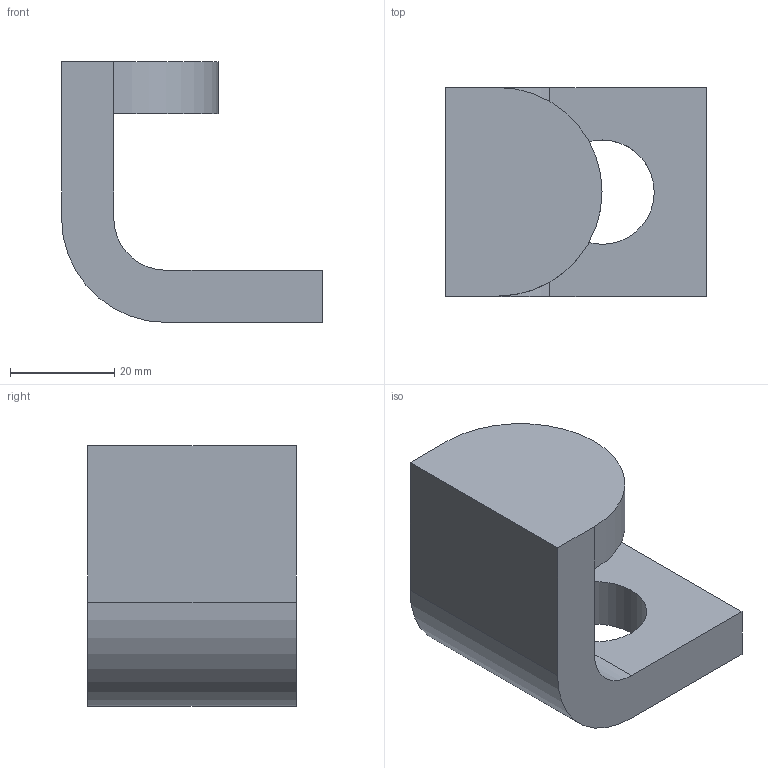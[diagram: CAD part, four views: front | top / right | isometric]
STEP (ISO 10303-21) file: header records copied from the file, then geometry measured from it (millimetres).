
FILE_DESCRIPTION(/* description */ (''),/* implementation_level */ '2;1');
FILE_NAME(/* name */ 'Exercise - 64 v0.step',/* time_stamp */ '2025-10-22T10:28:57+05:30',/* author */ (''),/* organization */ (''),/* preprocessor_version */ 'ST-DEVELOPER v20.1',/* originating_system */ 'Autodesk Translation Framework v14.17.0.0',/* authorisation */ '');
FILE_SCHEMA (('AUTOMOTIVE_DESIGN { 1 0 10303 214 3 1 1 }'));
Length unit declared in the file: millimetre
Products named in the file (1): Exercise - 64
Bounding box: 50 x 40 x 50 mm (x, y, z)
Volume: 36566.4 mm3; surface area: 10641.2 mm2
Topology: 1 solids, 1 shells, 13 faces, 35 edges, 22 vertices
Faces by surface type: plane 9, cylinder 4
Full cylindrical faces by diameter (mm): 20 x1
Entity records: 451 total; most frequent: DIRECTION 73, CARTESIAN_POINT 71, ORIENTED_EDGE 70, EDGE_CURVE 35, LINE 25, VECTOR 25, AXIS2_PLACEMENT_3D 24, VERTEX_POINT 22
